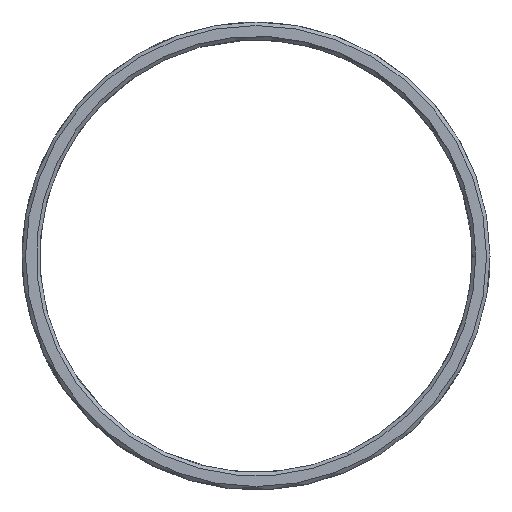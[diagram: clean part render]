
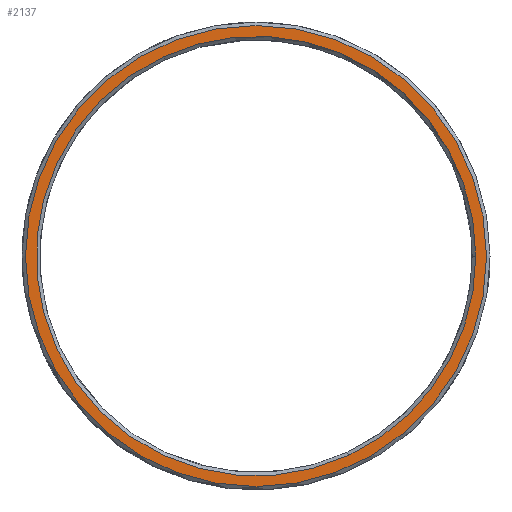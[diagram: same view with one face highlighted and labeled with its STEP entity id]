
A CAD part, top view. The second image highlights one B-rep face of the part: STEP entity #2137.
In plain terms, the highlighted planar face has unit normal (0, 0, 1).
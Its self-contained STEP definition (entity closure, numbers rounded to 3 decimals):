
#2083=CARTESIAN_POINT('',(-181.261,-84.525,25.));
#2084=DIRECTION('',(0.,0.,1.));
#2085=DIRECTION('',(-0.906,-0.423,0.));
#2086=AXIS2_PLACEMENT_3D('',#2083,#2084,#2085);
#2087=PLANE('',#2086);
#2088=CARTESIAN_POINT('',(33.3,-0.001,25.));
#2089=VERTEX_POINT('',#2088);
#2090=CARTESIAN_POINT('',(-33.3,-0.001,25.));
#2091=VERTEX_POINT('',#2090);
#2092=CARTESIAN_POINT('',(0.,-0.001,25.));
#2093=DIRECTION('',(0.,0.,1.));
#2094=DIRECTION('',(1.,0.,-0.));
#2095=AXIS2_PLACEMENT_3D('',#2092,#2093,#2094);
#2096=CIRCLE('',#2095,33.3);
#2097=EDGE_CURVE('',#2089,#2091,#2096,.T.);
#2098=ORIENTED_EDGE('',*,*,#2097,.T.);
#2099=CARTESIAN_POINT('',(0.,-0.001,25.));
#2100=DIRECTION('',(0.,0.,1.));
#2101=DIRECTION('',(1.,0.,-0.));
#2102=AXIS2_PLACEMENT_3D('',#2099,#2100,#2101);
#2103=CIRCLE('',#2102,33.3);
#2104=EDGE_CURVE('',#2091,#2089,#2103,.T.);
#2105=ORIENTED_EDGE('',*,*,#2104,.T.);
#2106=EDGE_LOOP('',(#2098,#2105));
#2107=FACE_BOUND('',#2106,.T.);
#2108=CARTESIAN_POINT('',(-13.418,28.774,25.));
#2109=VERTEX_POINT('',#2108);
#2110=CARTESIAN_POINT('',(31.75,-0.001,25.));
#2111=VERTEX_POINT('',#2110);
#2112=CARTESIAN_POINT('',(0.,-0.001,25.));
#2113=DIRECTION('',(-0.,-0.,-1.));
#2114=DIRECTION('',(1.,0.,-0.));
#2115=AXIS2_PLACEMENT_3D('',#2112,#2113,#2114);
#2116=CIRCLE('',#2115,31.75);
#2117=EDGE_CURVE('',#2109,#2111,#2116,.T.);
#2118=ORIENTED_EDGE('',*,*,#2117,.T.);
#2119=CARTESIAN_POINT('',(13.418,-28.776,25.));
#2120=VERTEX_POINT('',#2119);
#2121=CARTESIAN_POINT('',(0.,-0.001,25.));
#2122=DIRECTION('',(-0.,-0.,-1.));
#2123=DIRECTION('',(1.,0.,-0.));
#2124=AXIS2_PLACEMENT_3D('',#2121,#2122,#2123);
#2125=CIRCLE('',#2124,31.75);
#2126=EDGE_CURVE('',#2111,#2120,#2125,.T.);
#2127=ORIENTED_EDGE('',*,*,#2126,.T.);
#2128=CARTESIAN_POINT('',(0.,-0.001,25.));
#2129=DIRECTION('',(-0.,-0.,-1.));
#2130=DIRECTION('',(1.,0.,-0.));
#2131=AXIS2_PLACEMENT_3D('',#2128,#2129,#2130);
#2132=CIRCLE('',#2131,31.75);
#2133=EDGE_CURVE('',#2120,#2109,#2132,.T.);
#2134=ORIENTED_EDGE('',*,*,#2133,.T.);
#2135=EDGE_LOOP('',(#2118,#2127,#2134));
#2136=FACE_BOUND('',#2135,.T.);
#2137=ADVANCED_FACE('',(#2107,#2136),#2087,.T.);
